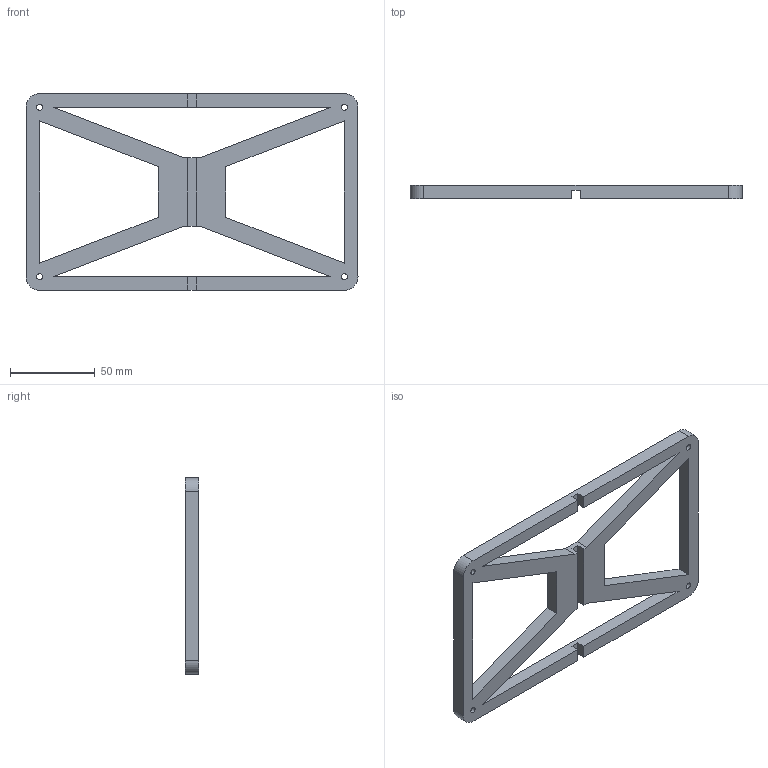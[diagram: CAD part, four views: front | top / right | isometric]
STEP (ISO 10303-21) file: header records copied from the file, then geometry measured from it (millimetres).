
FILE_DESCRIPTION(/* description */ (''),/* implementation_level */ '2;1');
FILE_NAME(/* name */ 'High Voltage Sign Holder v5.stp',/* time_stamp */ '2025-09-12T00:17:06+02:00',/* author */ (''),/* organization */ (''),/* preprocessor_version */ 'ST-DEVELOPER v20.1',/* originating_system */ 'Autodesk Translation Framework v14.10.0.0',/* authorisation */ '');
FILE_SCHEMA (('AUTOMOTIVE_DESIGN { 1 0 10303 214 3 1 1 }'));
Length unit declared in the file: millimetre
Products named in the file (1): High Voltage Sign Holder
Bounding box: 196 x 8 x 116 mm (x, y, z)
Volume: 74176.8 mm3; surface area: 34455.7 mm2
Topology: 1 solids, 1 shells, 68 faces, 192 edges, 128 vertices
Faces by surface type: plane 60, cylinder 8
Full cylindrical faces by diameter (mm): 3.5 x4
Entity records: 2226 total; most frequent: CARTESIAN_POINT 389, ORIENTED_EDGE 384, DIRECTION 346, EDGE_CURVE 192, LINE 176, VECTOR 176, VERTEX_POINT 128, EDGE_LOOP 86
